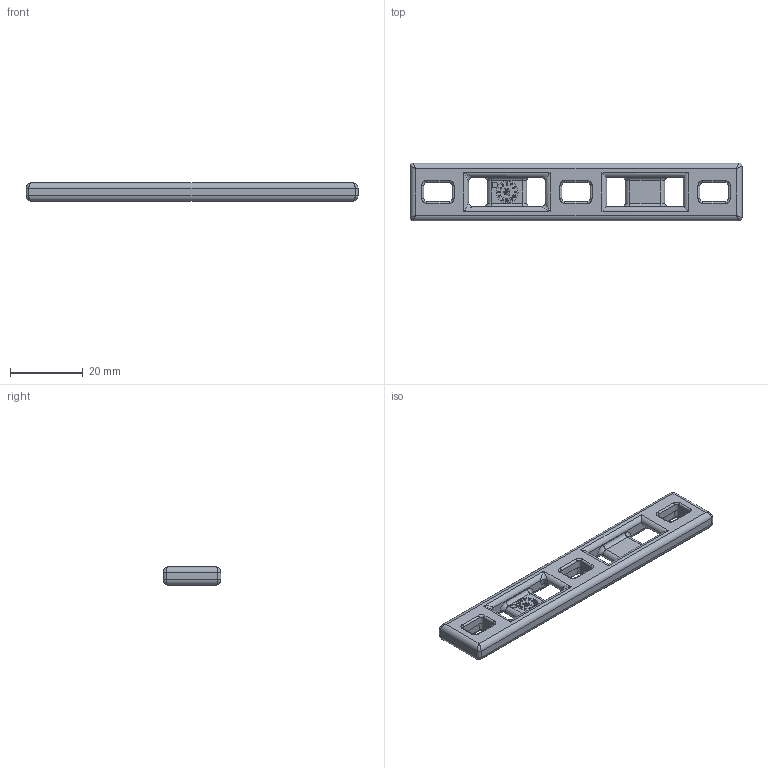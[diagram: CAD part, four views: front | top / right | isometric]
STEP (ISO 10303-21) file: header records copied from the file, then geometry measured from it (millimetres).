
FILE_DESCRIPTION(/* description */ (''),/* implementation_level */ '2;1');
FILE_NAME(/* name */ 'PANDUIT_MTPC2H_E10',/* time_stamp */ '2011-09-20T09:20:20-05:00',/* author */ (''),/* organization */ (''),/* preprocessor_version */ 'ST-DEVELOPER v9',/* originating_system */ 'UGS - NX 3.0',/* authorisation */ '');
FILE_SCHEMA (('CONFIG_CONTROL_DESIGN'));
Length unit declared in the file: inch
Products named in the file (1): bwgA42Btqss
Bounding box: 91.27 x 15.88 x 5.08 mm (x, y, z)
Volume: 4977.2 mm3; surface area: 3870.2 mm2
Topology: 1 solids, 1 shells, 732 faces, 1959 edges, 1250 vertices
Faces by surface type: plane 307, cylinder 239, extrusion 122, bspline 52, torus 12
Full cylindrical faces by diameter (mm): 1.587 x1
Entity records: 23838 total; most frequent: CARTESIAN_POINT 5779, ORIENTED_EDGE 3868, DIRECTION 3492, EDGE_CURVE 1934, VERTEX_POINT 1250, VECTOR 1250, LINE 1128, AXIS2_PLACEMENT_3D 1121
